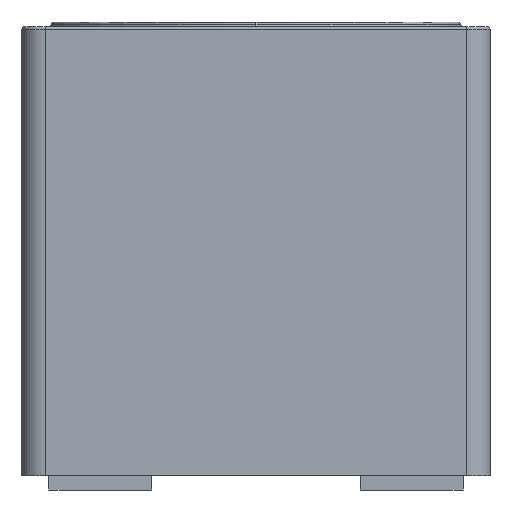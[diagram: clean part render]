
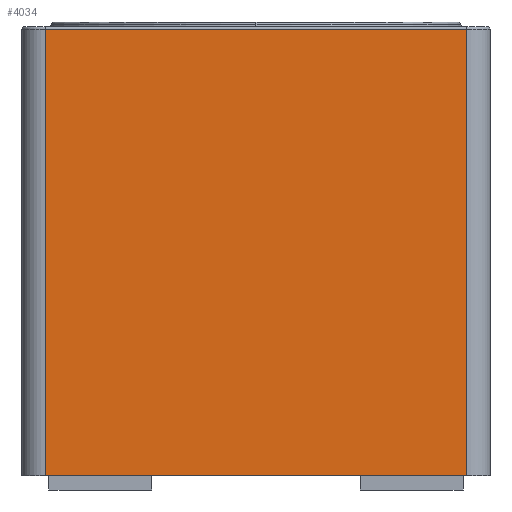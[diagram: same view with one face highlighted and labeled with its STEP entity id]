
A CAD part, left-side view. The second image highlights one B-rep face of the part: STEP entity #4034.
In plain terms, the highlighted planar face has unit normal (-1, 0, 0).
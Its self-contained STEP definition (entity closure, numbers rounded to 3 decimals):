
#636 = CARTESIAN_POINT ( 'NONE',  ( -5.65, -4.5, 0. ) ) ;
#757 = DIRECTION ( 'NONE',  ( 0., 0., -1. ) ) ;
#1080 = DIRECTION ( 'NONE',  ( 0., 1., 0. ) ) ;
#1164 = EDGE_CURVE ( 'NONE', #15012, #6389, #5244, .T. ) ;
#1793 = CARTESIAN_POINT ( 'NONE',  ( -5.65, -4.5, 9.6 ) ) ;
#1811 = EDGE_CURVE ( 'NONE', #6389, #7447, #6356, .T. ) ;
#2048 = ORIENTED_EDGE ( 'NONE', *, *, #1164, .T. ) ;
#2086 = DIRECTION ( 'NONE',  ( 0., 1., 0. ) ) ;
#2679 = AXIS2_PLACEMENT_3D ( 'NONE', #13417, #12196, #1080 ) ;
#3430 = VECTOR ( 'NONE', #2086, 1000. ) ;
#4034 = ADVANCED_FACE ( 'NONE', ( #13487 ), #9706, .F. ) ;
#4174 = ORIENTED_EDGE ( 'NONE', *, *, #14777, .T. ) ;
#4183 = EDGE_CURVE ( 'NONE', #7299, #15012, #15173, .T. ) ;
#5244 = LINE ( 'NONE', #14917, #11459 ) ;
#5478 = VECTOR ( 'NONE', #757, 1000. ) ;
#5563 = CARTESIAN_POINT ( 'NONE',  ( -5.65, 4.5, 9.55 ) ) ;
#6356 = LINE ( 'NONE', #1793, #6635 ) ;
#6389 = VERTEX_POINT ( 'NONE', #636 ) ;
#6635 = VECTOR ( 'NONE', #11401, 1000. ) ;
#6906 = CARTESIAN_POINT ( 'NONE',  ( -5.65, 4.5, 0. ) ) ;
#7160 = ORIENTED_EDGE ( 'NONE', *, *, #1811, .T. ) ;
#7205 = CARTESIAN_POINT ( 'NONE',  ( -5.65, 4.5, 9.55 ) ) ;
#7299 = VERTEX_POINT ( 'NONE', #7205 ) ;
#7447 = VERTEX_POINT ( 'NONE', #12946 ) ;
#9211 = LINE ( 'NONE', #5563, #3430 ) ;
#9706 = PLANE ( 'NONE',  #2679 ) ;
#11300 = DIRECTION ( 'NONE',  ( 0., -1., 0. ) ) ;
#11401 = DIRECTION ( 'NONE',  ( 0., 0., 1. ) ) ;
#11459 = VECTOR ( 'NONE', #11300, 1000. ) ;
#11930 = CARTESIAN_POINT ( 'NONE',  ( -5.65, 4.5, 9.6 ) ) ;
#12196 = DIRECTION ( 'NONE',  ( 1., 0., 0. ) ) ;
#12946 = CARTESIAN_POINT ( 'NONE',  ( -5.65, -4.5, 9.55 ) ) ;
#13417 = CARTESIAN_POINT ( 'NONE',  ( -5.65, 5., 9.6 ) ) ;
#13487 = FACE_OUTER_BOUND ( 'NONE', #14999, .T. ) ;
#13537 = ORIENTED_EDGE ( 'NONE', *, *, #4183, .T. ) ;
#14777 = EDGE_CURVE ( 'NONE', #7447, #7299, #9211, .T. ) ;
#14917 = CARTESIAN_POINT ( 'NONE',  ( -5.65, 5., 0. ) ) ;
#14999 = EDGE_LOOP ( 'NONE', ( #7160, #4174, #13537, #2048 ) ) ;
#15012 = VERTEX_POINT ( 'NONE', #6906 ) ;
#15173 = LINE ( 'NONE', #11930, #5478 ) ;
